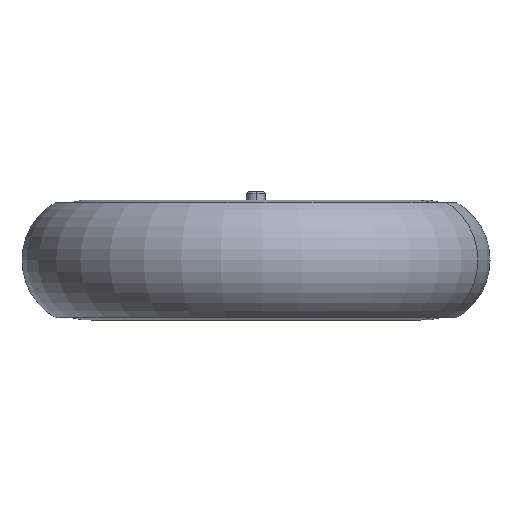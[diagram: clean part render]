
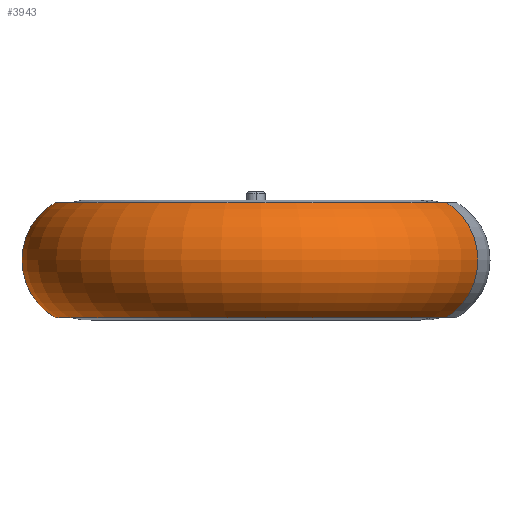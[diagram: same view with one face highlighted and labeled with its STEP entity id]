
A CAD part, front view. The second image highlights one B-rep face of the part: STEP entity #3943.
In plain terms, the highlighted toroidal (fillet/blend) face has major radius 70.993 mm and minor radius 28.067 mm.
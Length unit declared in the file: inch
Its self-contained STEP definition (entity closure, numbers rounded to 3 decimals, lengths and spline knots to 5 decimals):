
#458 = FACE_OUTER_BOUND ( 'NONE', #3471, .T. ) ;
#566 = DIRECTION ( 'NONE',  ( 0., 1., 0. ) ) ;
#914 = CARTESIAN_POINT ( 'NONE',  ( 0., 0., 0.95696 ) ) ;
#948 = AXIS2_PLACEMENT_3D ( 'NONE', #914, #7153, #1804 ) ;
#1804 = DIRECTION ( 'NONE',  ( -1., 0., 0. ) ) ;
#1987 = CARTESIAN_POINT ( 'NONE',  ( 3.3475, 0., 0.95696 ) ) ;
#2145 = CIRCLE ( 'NONE', #2689, 1.105 ) ;
#2591 = CARTESIAN_POINT ( 'NONE',  ( -3.3475, 0., 0.95696 ) ) ;
#2689 = AXIS2_PLACEMENT_3D ( 'NONE', #5914, #566, #6809 ) ;
#2972 = EDGE_CURVE ( 'NONE', #10648, #6196, #6166, .T. ) ;
#3063 = AXIS2_PLACEMENT_3D ( 'NONE', #4394, #11541, #6182 ) ;
#3332 = VERTEX_POINT ( 'NONE', #5897 ) ;
#3426 = CARTESIAN_POINT ( 'NONE',  ( 0., 0., -0.95696 ) ) ;
#3471 = EDGE_LOOP ( 'NONE', ( #9977, #6576, #4689, #9128 ) ) ;
#3730 = EDGE_CURVE ( 'NONE', #6196, #9523, #2145, .T. ) ;
#3874 = EDGE_CURVE ( 'NONE', #3332, #9523, #8131, .T. ) ;
#3943 = ADVANCED_FACE ( 'NONE', ( #458 ), #7299, .T. ) ;
#4149 = CARTESIAN_POINT ( 'NONE',  ( -2.795, 0., 0. ) ) ;
#4310 = DIRECTION ( 'NONE',  ( -1., 0., 0. ) ) ;
#4394 = CARTESIAN_POINT ( 'NONE',  ( 0., 0., 0. ) ) ;
#4689 = ORIENTED_EDGE ( 'NONE', *, *, #3874, .F. ) ;
#4969 = EDGE_CURVE ( 'NONE', #10648, #3332, #8514, .T. ) ;
#5043 = DIRECTION ( 'NONE',  ( 0., 0., -1. ) ) ;
#5897 = CARTESIAN_POINT ( 'NONE',  ( -3.3475, 0., -0.95696 ) ) ;
#5914 = CARTESIAN_POINT ( 'NONE',  ( 2.795, 0., 0. ) ) ;
#6109 = AXIS2_PLACEMENT_3D ( 'NONE', #4149, #10388, #5043 ) ;
#6166 = CIRCLE ( 'NONE', #948, 3.3475 ) ;
#6182 = DIRECTION ( 'NONE',  ( -1., 0., 0. ) ) ;
#6196 = VERTEX_POINT ( 'NONE', #1987 ) ;
#6292 = CARTESIAN_POINT ( 'NONE',  ( 3.3475, 0., -0.95696 ) ) ;
#6576 = ORIENTED_EDGE ( 'NONE', *, *, #3730, .T. ) ;
#6809 = DIRECTION ( 'NONE',  ( -1., 0., 0. ) ) ;
#7153 = DIRECTION ( 'NONE',  ( 0., 0., -1. ) ) ;
#7299 = TOROIDAL_SURFACE ( 'NONE', #3063, 2.795, 1.105 ) ;
#8131 = CIRCLE ( 'NONE', #11055, 3.3475 ) ;
#8514 = CIRCLE ( 'NONE', #6109, 1.105 ) ;
#9128 = ORIENTED_EDGE ( 'NONE', *, *, #4969, .F. ) ;
#9523 = VERTEX_POINT ( 'NONE', #6292 ) ;
#9638 = DIRECTION ( 'NONE',  ( 0., 0., -1. ) ) ;
#9977 = ORIENTED_EDGE ( 'NONE', *, *, #2972, .T. ) ;
#10388 = DIRECTION ( 'NONE',  ( 0., -1., 0. ) ) ;
#10648 = VERTEX_POINT ( 'NONE', #2591 ) ;
#11055 = AXIS2_PLACEMENT_3D ( 'NONE', #3426, #9638, #4310 ) ;
#11541 = DIRECTION ( 'NONE',  ( 0., 0., -1. ) ) ;
